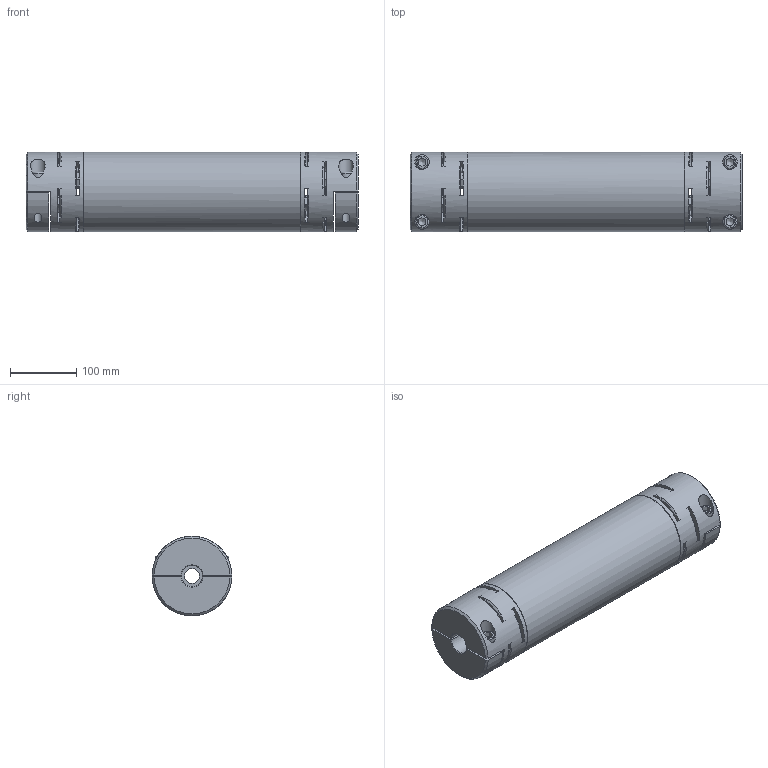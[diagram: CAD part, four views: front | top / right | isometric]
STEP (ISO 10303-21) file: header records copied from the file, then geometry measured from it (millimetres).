
FILE_DESCRIPTION( ( 'Unknown' ), '1' );
FILE_NAME( 'EKHZ 800 - L=0,5m.stp', 'Unknown', ( 'Unknown' ), ( 'Unknown' ), 'PSStep 10.1', 'Unknown', ' ' );
FILE_SCHEMA( ( 'AUTOMOTIVE_DESIGN { 1 0 10303 214 1 1 1 1 }' ) );
Length unit declared in the file: millimetre
Products named in the file (1): EKHZ 800 - halb
Bounding box: 500 x 120 x 120 mm (x, y, z)
Volume: 2303252.7 mm3; surface area: 474790.8 mm2
Topology: 1 solids, 1 shells, 488 faces, 1373 edges, 887 vertices
Faces by surface type: cone 154, cylinder 148, plane 138, torus 48
Full cylindrical faces by diameter (mm): 8 x16, 11.835 x4, 14 x4, 14.5 x4, 15 x4, 21 x4, 22 x4, 22.5 x2, 32 x2, 58 x4, 73 x2, 95 x2, 110 x1, 120 x3
Entity records: 21300 total; most frequent: CARTESIAN_POINT 5377, ORIENTED_EDGE 2508, DIRECTION 2470, EDGE_CURVE 1254, AXIS2_PLACEMENT_3D 1087, VERTEX_POINT 858, EDGE_LOOP 644, CIRCLE 598
